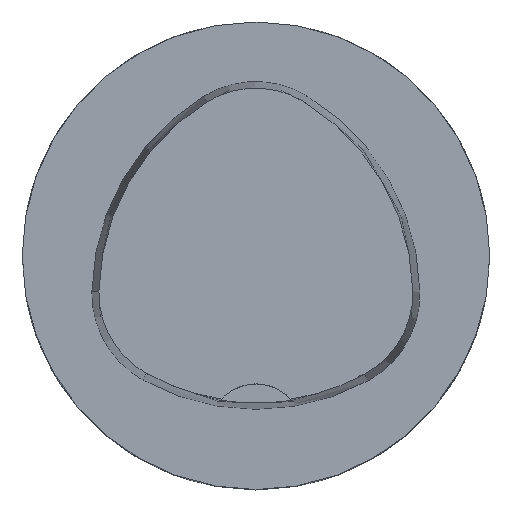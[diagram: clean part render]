
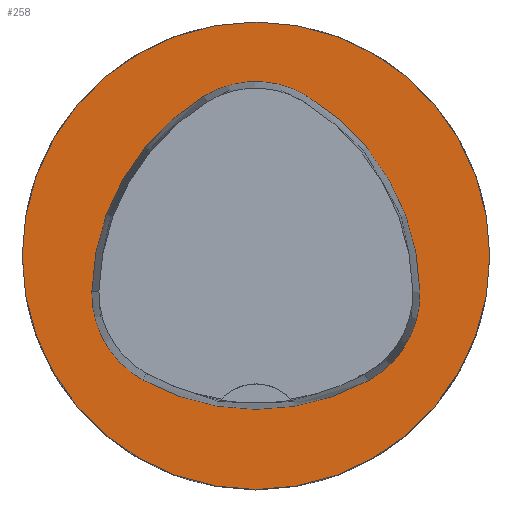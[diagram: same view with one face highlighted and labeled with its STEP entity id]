
A CAD part, top view. The second image highlights one B-rep face of the part: STEP entity #258.
In plain terms, the highlighted planar face has unit normal (0, 0, 1).
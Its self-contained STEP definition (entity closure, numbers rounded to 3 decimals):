
#74=FACE_BOUND('',#363,.T.);
#75=FACE_BOUND('',#364,.T.);
#128=PLANE('',#950);
#258=ADVANCED_FACE('',(#74,#75),#128,.T.);
#363=EDGE_LOOP('',(#535,#536,#537,#538,#539,#540));
#364=EDGE_LOOP('',(#541));
#535=ORIENTED_EDGE('',*,*,#777,.T.);
#536=ORIENTED_EDGE('',*,*,#757,.T.);
#537=ORIENTED_EDGE('',*,*,#761,.T.);
#538=ORIENTED_EDGE('',*,*,#764,.T.);
#539=ORIENTED_EDGE('',*,*,#767,.T.);
#540=ORIENTED_EDGE('',*,*,#775,.T.);
#541=ORIENTED_EDGE('',*,*,#780,.F.);
#668=VERTEX_POINT('',#1391);
#669=VERTEX_POINT('',#1392);
#672=VERTEX_POINT('',#1400);
#674=VERTEX_POINT('',#1406);
#676=VERTEX_POINT('',#1412);
#683=VERTEX_POINT('',#1433);
#684=VERTEX_POINT('',#1443);
#757=EDGE_CURVE('',#668,#669,#832,.T.);
#761=EDGE_CURVE('',#669,#672,#834,.T.);
#764=EDGE_CURVE('',#672,#674,#836,.T.);
#767=EDGE_CURVE('',#674,#676,#838,.T.);
#775=EDGE_CURVE('',#676,#683,#842,.T.);
#777=EDGE_CURVE('',#683,#668,#844,.T.);
#780=EDGE_CURVE('',#684,#684,#847,.T.);
#832=CIRCLE('',#927,20.);
#834=CIRCLE('',#930,8.5);
#836=CIRCLE('',#933,20.);
#838=CIRCLE('',#936,8.5);
#842=CIRCLE('',#941,20.);
#844=CIRCLE('',#944,8.5);
#847=CIRCLE('',#949,20.);
#927=AXIS2_PLACEMENT_3D('',#1390,#1095,#1096);
#930=AXIS2_PLACEMENT_3D('',#1399,#1103,#1104);
#933=AXIS2_PLACEMENT_3D('',#1405,#1110,#1111);
#936=AXIS2_PLACEMENT_3D('',#1411,#1117,#1118);
#941=AXIS2_PLACEMENT_3D('',#1434,#1129,#1130);
#944=AXIS2_PLACEMENT_3D('',#1437,#1135,#1136);
#949=AXIS2_PLACEMENT_3D('',#1442,#1145,#1146);
#950=AXIS2_PLACEMENT_3D('',#1444,#1147,#1148);
#1095=DIRECTION('',(0.,0.,-1.));
#1096=DIRECTION('',(-1.,0.,0.));
#1103=DIRECTION('',(0.,0.,-1.));
#1104=DIRECTION('',(-1.,0.,0.));
#1110=DIRECTION('',(0.,0.,-1.));
#1111=DIRECTION('',(-1.,0.,0.));
#1117=DIRECTION('',(0.,0.,-1.));
#1118=DIRECTION('',(-1.,0.,0.));
#1129=DIRECTION('',(0.,0.,-1.));
#1130=DIRECTION('',(-1.,0.,0.));
#1135=DIRECTION('',(0.,0.,-1.));
#1136=DIRECTION('',(-1.,0.,0.));
#1145=DIRECTION('',(0.,0.,-1.));
#1146=DIRECTION('',(-1.,0.,0.));
#1147=DIRECTION('',(0.,0.,1.));
#1148=DIRECTION('',(1.,0.,0.));
#1390=CARTESIAN_POINT('',(5.955,-3.414,0.));
#1391=CARTESIAN_POINT('',(-14.041,-3.042,0.));
#1392=CARTESIAN_POINT('',(-4.472,13.653,0.));
#1399=CARTESIAN_POINT('',(-0.04,6.4,0.));
#1400=CARTESIAN_POINT('',(4.347,13.68,0.));
#1405=CARTESIAN_POINT('',(-5.976,-3.45,0.));
#1406=CARTESIAN_POINT('',(14.021,-3.075,0.));
#1411=CARTESIAN_POINT('',(5.522,-3.235,0.));
#1412=CARTESIAN_POINT('',(9.588,-10.699,0.));
#1433=CARTESIAN_POINT('',(-9.655,-10.639,0.));
#1434=CARTESIAN_POINT('',(0.022,6.864,0.));
#1437=CARTESIAN_POINT('',(-5.543,-3.2,0.));
#1442=CARTESIAN_POINT('',(0.,0.,0.));
#1443=CARTESIAN_POINT('',(-20.,0.,0.));
#1444=CARTESIAN_POINT('',(0.,0.,0.));
